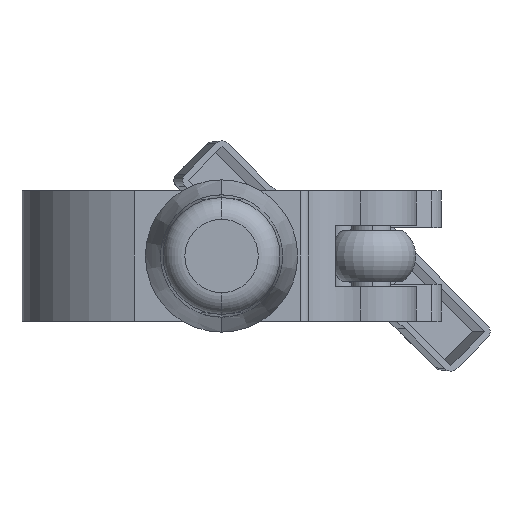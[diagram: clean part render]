
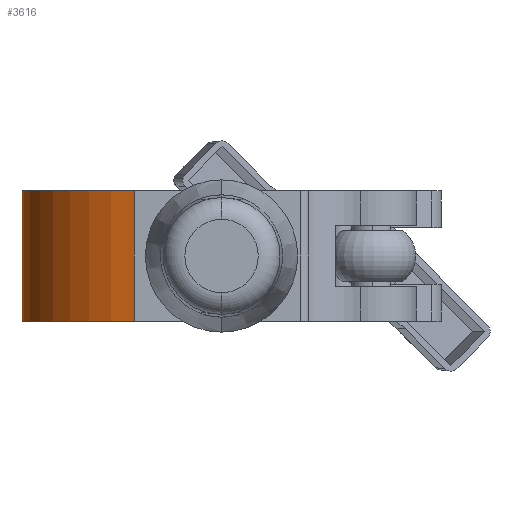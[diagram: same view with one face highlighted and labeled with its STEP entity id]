
A CAD part, front view. The second image highlights one B-rep face of the part: STEP entity #3616.
In plain terms, the highlighted cylindrical face has radius 33.267 mm (diameter 66.535 mm), a partial arc.
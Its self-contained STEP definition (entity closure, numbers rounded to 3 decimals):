
#910 = AXIS2_PLACEMENT_3D ( 'NONE', #33130, #30922, #30795 ) ;
#1079 = VERTEX_POINT ( 'NONE', #20080 ) ;
#2684 = EDGE_CURVE ( 'NONE', #17470, #28987, #5127, .T. ) ;
#3611 = CARTESIAN_POINT ( 'NONE',  ( -20.041, -84.477, -14.95 ) ) ;
#3616 = ADVANCED_FACE ( 'NONE', ( #32597 ), #6713, .T. ) ;
#4763 = DIRECTION ( 'NONE',  ( 0., 0., -1. ) ) ;
#5043 = DIRECTION ( 'NONE',  ( 0., 0., -1. ) ) ;
#5127 = LINE ( 'NONE', #25996, #9723 ) ;
#5654 = EDGE_CURVE ( 'NONE', #24813, #1079, #21681, .T. ) ;
#6713 = CYLINDRICAL_SURFACE ( 'NONE', #16753, 33.267 ) ;
#7466 = DIRECTION ( 'NONE',  ( 0., 0., -1. ) ) ;
#8184 = ORIENTED_EDGE ( 'NONE', *, *, #2684, .F. ) ;
#9723 = VECTOR ( 'NONE', #7466, 1000. ) ;
#11207 = CARTESIAN_POINT ( 'NONE',  ( -20.041, -84.477, 14.95 ) ) ;
#13967 = AXIS2_PLACEMENT_3D ( 'NONE', #31966, #21332, #21002 ) ;
#14631 = VECTOR ( 'NONE', #5043, 1000. ) ;
#15480 = ORIENTED_EDGE ( 'NONE', *, *, #5654, .T. ) ;
#16105 = ORIENTED_EDGE ( 'NONE', *, *, #24869, .T. ) ;
#16753 = AXIS2_PLACEMENT_3D ( 'NONE', #16992, #4763, #20242 ) ;
#16992 = CARTESIAN_POINT ( 'NONE',  ( -12.473, -52.082, 14.95 ) ) ;
#17470 = VERTEX_POINT ( 'NONE', #11207 ) ;
#18112 = CIRCLE ( 'NONE', #13967, 33.267 ) ;
#19405 = CARTESIAN_POINT ( 'NONE',  ( -45.74, -52.082, 14.95 ) ) ;
#20080 = CARTESIAN_POINT ( 'NONE',  ( -45.74, -52.082, -14.95 ) ) ;
#20242 = DIRECTION ( 'NONE',  ( -1., 0., 0. ) ) ;
#20568 = CIRCLE ( 'NONE', #910, 33.267 ) ;
#20889 = CARTESIAN_POINT ( 'NONE',  ( -45.74, -52.082, 14.95 ) ) ;
#21002 = DIRECTION ( 'NONE',  ( 1., 0., 0. ) ) ;
#21332 = DIRECTION ( 'NONE',  ( 0., 0., 1. ) ) ;
#21681 = LINE ( 'NONE', #20889, #14631 ) ;
#24813 = VERTEX_POINT ( 'NONE', #19405 ) ;
#24869 = EDGE_CURVE ( 'NONE', #1079, #28987, #20568, .T. ) ;
#25504 = EDGE_LOOP ( 'NONE', ( #31647, #15480, #16105, #8184 ) ) ;
#25996 = CARTESIAN_POINT ( 'NONE',  ( -20.041, -84.477, 14.95 ) ) ;
#28987 = VERTEX_POINT ( 'NONE', #3611 ) ;
#30732 = EDGE_CURVE ( 'NONE', #24813, #17470, #18112, .T. ) ;
#30795 = DIRECTION ( 'NONE',  ( 1., 0., 0. ) ) ;
#30922 = DIRECTION ( 'NONE',  ( 0., 0., 1. ) ) ;
#31647 = ORIENTED_EDGE ( 'NONE', *, *, #30732, .F. ) ;
#31966 = CARTESIAN_POINT ( 'NONE',  ( -12.473, -52.082, 14.95 ) ) ;
#32597 = FACE_OUTER_BOUND ( 'NONE', #25504, .T. ) ;
#33130 = CARTESIAN_POINT ( 'NONE',  ( -12.473, -52.082, -14.95 ) ) ;
